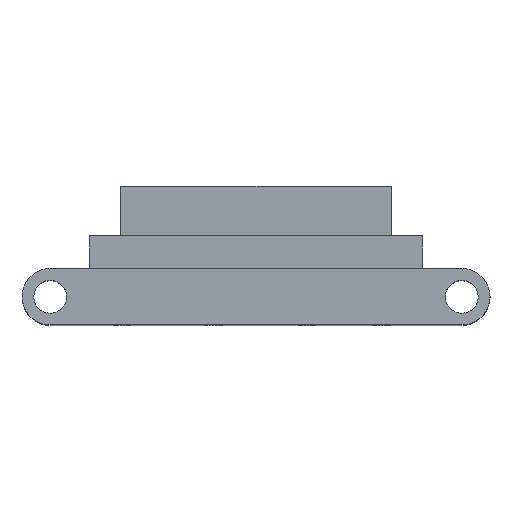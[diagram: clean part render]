
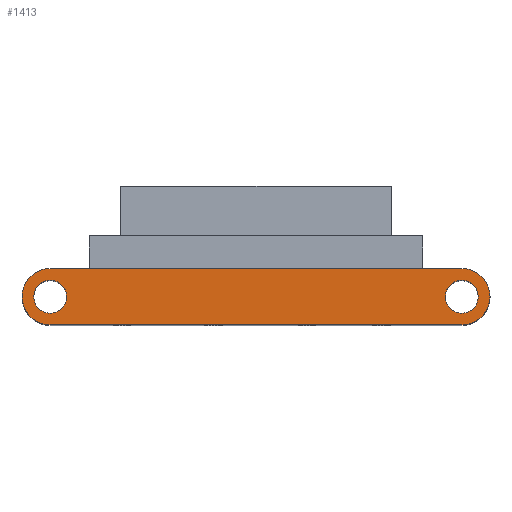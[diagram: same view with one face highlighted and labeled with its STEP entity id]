
A CAD part, top view. The second image highlights one B-rep face of the part: STEP entity #1413.
In plain terms, the highlighted planar face has unit normal (0, 0, 1).
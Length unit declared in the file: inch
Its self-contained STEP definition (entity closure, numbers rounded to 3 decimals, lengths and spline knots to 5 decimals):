
#24 = CIRCLE ( 'NONE', #1333, 0.14 ) ;
#52 = CARTESIAN_POINT ( 'NONE',  ( -1.61, 0., 3. ) ) ;
#78 = CARTESIAN_POINT ( 'NONE',  ( -1.75, 0., 3. ) ) ;
#87 = AXIS2_PLACEMENT_3D ( 'NONE', #78, #1819, #1326 ) ;
#94 = FACE_BOUND ( 'NONE', #438, .T. ) ;
#120 = CARTESIAN_POINT ( 'NONE',  ( 1.75, -0.24, 3. ) ) ;
#142 = CIRCLE ( 'NONE', #1607, 0.24 ) ;
#156 = EDGE_CURVE ( 'NONE', #2004, #242, #480, .T. ) ;
#157 = EDGE_CURVE ( 'NONE', #242, #2004, #1166, .T. ) ;
#175 = AXIS2_PLACEMENT_3D ( 'NONE', #607, #1237, #793 ) ;
#193 = VERTEX_POINT ( 'NONE', #436 ) ;
#215 = CIRCLE ( 'NONE', #415, 0.14 ) ;
#242 = VERTEX_POINT ( 'NONE', #52 ) ;
#249 = VECTOR ( 'NONE', #896, 39.37008 ) ;
#275 = CARTESIAN_POINT ( 'NONE',  ( -1.75, -0.24, 3. ) ) ;
#360 = VERTEX_POINT ( 'NONE', #1340 ) ;
#415 = AXIS2_PLACEMENT_3D ( 'NONE', #656, #1601, #1593 ) ;
#436 = CARTESIAN_POINT ( 'NONE',  ( 1.89, 0., 3. ) ) ;
#438 = EDGE_LOOP ( 'NONE', ( #1554, #945 ) ) ;
#480 = CIRCLE ( 'NONE', #1897, 0.14 ) ;
#540 = CARTESIAN_POINT ( 'NONE',  ( -1.89, 0., 3. ) ) ;
#557 = EDGE_CURVE ( 'NONE', #1718, #959, #1236, .T. ) ;
#566 = EDGE_CURVE ( 'NONE', #360, #193, #24, .T. ) ;
#572 = CARTESIAN_POINT ( 'NONE',  ( -1.75, 0.24, 3. ) ) ;
#575 = PLANE ( 'NONE',  #87 ) ;
#600 = EDGE_CURVE ( 'NONE', #959, #832, #867, .T. ) ;
#602 = DIRECTION ( 'NONE',  ( -1., 0., 0. ) ) ;
#607 = CARTESIAN_POINT ( 'NONE',  ( -1.75, 0., 3. ) ) ;
#621 = CARTESIAN_POINT ( 'NONE',  ( 1.75, 0., 3. ) ) ;
#656 = CARTESIAN_POINT ( 'NONE',  ( 1.75, 0., 3. ) ) ;
#716 = EDGE_CURVE ( 'NONE', #1709, #1718, #1893, .T. ) ;
#748 = EDGE_LOOP ( 'NONE', ( #1307, #1967, #960, #1757, #1514 ) ) ;
#772 = DIRECTION ( 'NONE',  ( 1., 0., 0. ) ) ;
#793 = DIRECTION ( 'NONE',  ( 1., 0., 0. ) ) ;
#832 = VERTEX_POINT ( 'NONE', #1362 ) ;
#867 = CIRCLE ( 'NONE', #2031, 0.24 ) ;
#870 = FACE_OUTER_BOUND ( 'NONE', #748, .T. ) ;
#896 = DIRECTION ( 'NONE',  ( 1., 0., 0. ) ) ;
#909 = CARTESIAN_POINT ( 'NONE',  ( 1.75, 0., 3. ) ) ;
#931 = CARTESIAN_POINT ( 'NONE',  ( -1.75, 0., 3. ) ) ;
#945 = ORIENTED_EDGE ( 'NONE', *, *, #1270, .F. ) ;
#959 = VERTEX_POINT ( 'NONE', #1130 ) ;
#960 = ORIENTED_EDGE ( 'NONE', *, *, #1758, .T. ) ;
#1067 = DIRECTION ( 'NONE',  ( 0., 0., 1. ) ) ;
#1069 = VECTOR ( 'NONE', #1706, 39.37008 ) ;
#1130 = CARTESIAN_POINT ( 'NONE',  ( -1.99, 0., 3. ) ) ;
#1135 = CARTESIAN_POINT ( 'NONE',  ( -1.75, 0.24, 3. ) ) ;
#1145 = EDGE_CURVE ( 'NONE', #1161, #1709, #142, .T. ) ;
#1161 = VERTEX_POINT ( 'NONE', #120 ) ;
#1166 = CIRCLE ( 'NONE', #175, 0.14 ) ;
#1236 = CIRCLE ( 'NONE', #1538, 0.24 ) ;
#1237 = DIRECTION ( 'NONE',  ( 0., 0., 1. ) ) ;
#1249 = DIRECTION ( 'NONE',  ( 0., 0., 1. ) ) ;
#1270 = EDGE_CURVE ( 'NONE', #193, #360, #215, .T. ) ;
#1307 = ORIENTED_EDGE ( 'NONE', *, *, #557, .T. ) ;
#1326 = DIRECTION ( 'NONE',  ( -1., 0., 0. ) ) ;
#1333 = AXIS2_PLACEMENT_3D ( 'NONE', #909, #1546, #602 ) ;
#1340 = CARTESIAN_POINT ( 'NONE',  ( 1.61, 0., 3. ) ) ;
#1361 = ORIENTED_EDGE ( 'NONE', *, *, #157, .F. ) ;
#1362 = CARTESIAN_POINT ( 'NONE',  ( -1.75, -0.24, 3. ) ) ;
#1386 = ORIENTED_EDGE ( 'NONE', *, *, #156, .F. ) ;
#1397 = EDGE_LOOP ( 'NONE', ( #1386, #1361 ) ) ;
#1413 = ADVANCED_FACE ( 'NONE', ( #870, #1959, #94 ), #575, .F. ) ;
#1435 = DIRECTION ( 'NONE',  ( -1., 0., 0. ) ) ;
#1514 = ORIENTED_EDGE ( 'NONE', *, *, #716, .T. ) ;
#1538 = AXIS2_PLACEMENT_3D ( 'NONE', #931, #1727, #1566 ) ;
#1546 = DIRECTION ( 'NONE',  ( 0., 0., 1. ) ) ;
#1551 = CARTESIAN_POINT ( 'NONE',  ( -1.75, 0., 3. ) ) ;
#1554 = ORIENTED_EDGE ( 'NONE', *, *, #566, .F. ) ;
#1566 = DIRECTION ( 'NONE',  ( -1., 0., 0. ) ) ;
#1593 = DIRECTION ( 'NONE',  ( -1., 0., 0. ) ) ;
#1601 = DIRECTION ( 'NONE',  ( 0., 0., 1. ) ) ;
#1607 = AXIS2_PLACEMENT_3D ( 'NONE', #621, #1067, #772 ) ;
#1688 = LINE ( 'NONE', #275, #249 ) ;
#1706 = DIRECTION ( 'NONE',  ( -1., 0., 0. ) ) ;
#1709 = VERTEX_POINT ( 'NONE', #1841 ) ;
#1718 = VERTEX_POINT ( 'NONE', #572 ) ;
#1727 = DIRECTION ( 'NONE',  ( 0., 0., 1. ) ) ;
#1757 = ORIENTED_EDGE ( 'NONE', *, *, #1145, .T. ) ;
#1758 = EDGE_CURVE ( 'NONE', #832, #1161, #1688, .T. ) ;
#1770 = CARTESIAN_POINT ( 'NONE',  ( -1.75, 0., 3. ) ) ;
#1819 = DIRECTION ( 'NONE',  ( 0., 0., -1. ) ) ;
#1841 = CARTESIAN_POINT ( 'NONE',  ( 1.75, 0.24, 3. ) ) ;
#1891 = DIRECTION ( 'NONE',  ( 1., 0., 0. ) ) ;
#1893 = LINE ( 'NONE', #1135, #1069 ) ;
#1897 = AXIS2_PLACEMENT_3D ( 'NONE', #1551, #1249, #1891 ) ;
#1934 = DIRECTION ( 'NONE',  ( 0., 0., 1. ) ) ;
#1959 = FACE_BOUND ( 'NONE', #1397, .T. ) ;
#1967 = ORIENTED_EDGE ( 'NONE', *, *, #600, .T. ) ;
#2004 = VERTEX_POINT ( 'NONE', #540 ) ;
#2031 = AXIS2_PLACEMENT_3D ( 'NONE', #1770, #1934, #1435 ) ;
